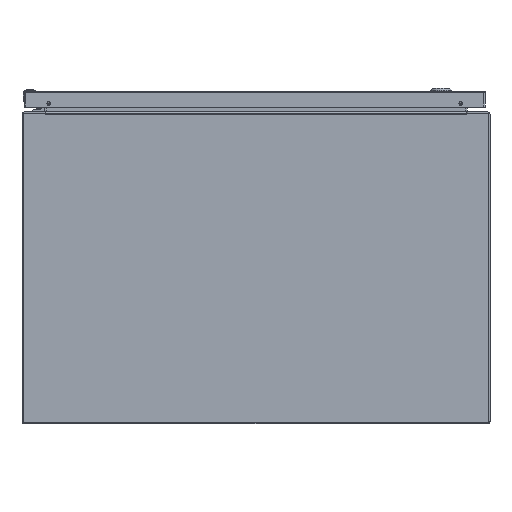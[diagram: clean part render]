
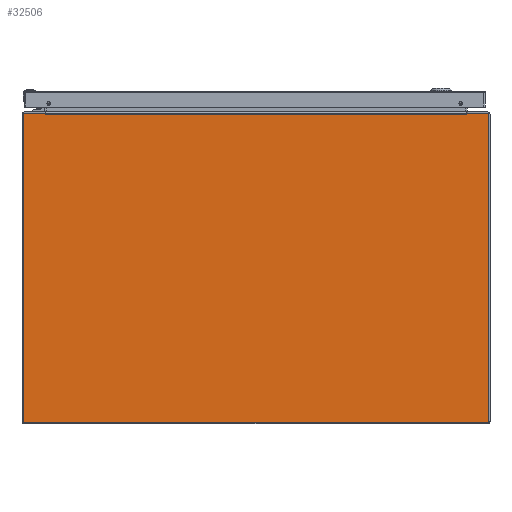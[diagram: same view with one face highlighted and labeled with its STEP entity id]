
A CAD part, front view. The second image highlights one B-rep face of the part: STEP entity #32506.
In plain terms, the highlighted planar face has unit normal (0, -1, 0).
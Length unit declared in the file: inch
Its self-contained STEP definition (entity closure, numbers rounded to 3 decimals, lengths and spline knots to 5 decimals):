
#1378 = CARTESIAN_POINT ( 'NONE',  ( 11.937, -15., -7.857 ) ) ;
#2021 = DIRECTION ( 'NONE',  ( 0., 0., -1. ) ) ;
#2302 = LINE ( 'NONE', #42527, #5755 ) ;
#5755 = VECTOR ( 'NONE', #95687, 39.37008 ) ;
#7313 = AXIS2_PLACEMENT_3D ( 'NONE', #149858, #110630, #137609 ) ;
#7513 = CARTESIAN_POINT ( 'NONE',  ( -10.798, -15., 7.883 ) ) ;
#8329 = CIRCLE ( 'NONE', #36297, 0.08 ) ;
#8865 = EDGE_CURVE ( 'NONE', #66151, #54167, #64231, .T. ) ;
#9222 = EDGE_CURVE ( 'NONE', #54167, #129507, #56211, .T. ) ;
#10050 = AXIS2_PLACEMENT_3D ( 'NONE', #129651, #154129, #33851 ) ;
#11922 = ORIENTED_EDGE ( 'NONE', *, *, #126573, .T. ) ;
#12956 = FACE_OUTER_BOUND ( 'NONE', #157822, .T. ) ;
#13269 = CARTESIAN_POINT ( 'NONE',  ( 0., -15., 7.937 ) ) ;
#16071 = ORIENTED_EDGE ( 'NONE', *, *, #52770, .F. ) ;
#16342 = VECTOR ( 'NONE', #109236, 39.37008 ) ;
#17130 = CARTESIAN_POINT ( 'NONE',  ( -10.82312, -15., 7.937 ) ) ;
#19258 = CIRCLE ( 'NONE', #125053, 0.08 ) ;
#21624 = ORIENTED_EDGE ( 'NONE', *, *, #84358, .T. ) ;
#23801 = DIRECTION ( 'NONE',  ( -1., 0., 0. ) ) ;
#26047 = DIRECTION ( 'NONE',  ( 0., 0., -1. ) ) ;
#26535 = VERTEX_POINT ( 'NONE', #91351 ) ;
#26810 = ORIENTED_EDGE ( 'NONE', *, *, #40206, .T. ) ;
#28982 = CARTESIAN_POINT ( 'NONE',  ( 10.80578, -15., 7.883 ) ) ;
#29165 = CARTESIAN_POINT ( 'NONE',  ( 11.857, -15., 7.857 ) ) ;
#31397 = VECTOR ( 'NONE', #23801, 39.37008 ) ;
#32506 = ADVANCED_FACE ( 'NONE', ( #12956 ), #66162, .T. ) ;
#32608 = EDGE_CURVE ( 'NONE', #129507, #56596, #85232, .T. ) ;
#33518 = CARTESIAN_POINT ( 'NONE',  ( 10.798, -15., 7.883 ) ) ;
#33851 = DIRECTION ( 'NONE',  ( 0., 0., -1. ) ) ;
#34697 = VERTEX_POINT ( 'NONE', #1378 ) ;
#36297 = AXIS2_PLACEMENT_3D ( 'NONE', #64450, #157745, #26047 ) ;
#37050 = ORIENTED_EDGE ( 'NONE', *, *, #75540, .T. ) ;
#37511 = ORIENTED_EDGE ( 'NONE', *, *, #8865, .T. ) ;
#37759 = DIRECTION ( 'NONE',  ( 0.174, 0., -0.985 ) ) ;
#38276 = ORIENTED_EDGE ( 'NONE', *, *, #32608, .T. ) ;
#38837 = EDGE_CURVE ( 'NONE', #69438, #169402, #19258, .T. ) ;
#39306 = VECTOR ( 'NONE', #92884, 39.37008 ) ;
#39535 = DIRECTION ( 'NONE',  ( 0., 0., 1. ) ) ;
#39703 = ORIENTED_EDGE ( 'NONE', *, *, #166137, .F. ) ;
#40073 = ORIENTED_EDGE ( 'NONE', *, *, #105962, .T. ) ;
#40206 = EDGE_CURVE ( 'NONE', #159501, #66151, #2302, .T. ) ;
#40364 = CARTESIAN_POINT ( 'NONE',  ( 0., -15., 7.883 ) ) ;
#42527 = CARTESIAN_POINT ( 'NONE',  ( 0., -15., 7.937 ) ) ;
#43696 = ORIENTED_EDGE ( 'NONE', *, *, #59908, .T. ) ;
#43958 = DIRECTION ( 'NONE',  ( 0., -1., 0. ) ) ;
#48848 = CARTESIAN_POINT ( 'NONE',  ( -10.80578, -15., 7.883 ) ) ;
#49105 = LINE ( 'NONE', #102282, #118939 ) ;
#49135 = CARTESIAN_POINT ( 'NONE',  ( -11.937, -15., 7.857 ) ) ;
#52593 = LINE ( 'NONE', #77028, #161833 ) ;
#52770 = EDGE_CURVE ( 'NONE', #159501, #101694, #49105, .T. ) ;
#54167 = VERTEX_POINT ( 'NONE', #49135 ) ;
#56211 = LINE ( 'NONE', #122481, #150524 ) ;
#56596 = VERTEX_POINT ( 'NONE', #62698 ) ;
#59908 = EDGE_CURVE ( 'NONE', #34697, #69438, #52593, .T. ) ;
#62698 = CARTESIAN_POINT ( 'NONE',  ( -11.857, -15., -7.937 ) ) ;
#63933 = LINE ( 'NONE', #40364, #104681 ) ;
#64231 = CIRCLE ( 'NONE', #69689, 0.08 ) ;
#64450 = CARTESIAN_POINT ( 'NONE',  ( 11.857, -15., -7.857 ) ) ;
#66151 = VERTEX_POINT ( 'NONE', #68080 ) ;
#66162 = PLANE ( 'NONE',  #7313 ) ;
#68080 = CARTESIAN_POINT ( 'NONE',  ( -11.857, -15., 7.937 ) ) ;
#69438 = VERTEX_POINT ( 'NONE', #160878 ) ;
#69689 = AXIS2_PLACEMENT_3D ( 'NONE', #81640, #83351, #96489 ) ;
#70909 = ORIENTED_EDGE ( 'NONE', *, *, #73456, .T. ) ;
#73456 = EDGE_CURVE ( 'NONE', #157851, #80091, #63933, .T. ) ;
#74000 = VECTOR ( 'NONE', #140657, 39.37008 ) ;
#75540 = EDGE_CURVE ( 'NONE', #89083, #157851, #148452, .T. ) ;
#77028 = CARTESIAN_POINT ( 'NONE',  ( 11.937, -15., 0. ) ) ;
#78921 = LINE ( 'NONE', #106022, #39306 ) ;
#80091 = VERTEX_POINT ( 'NONE', #7513 ) ;
#81640 = CARTESIAN_POINT ( 'NONE',  ( -11.857, -15., 7.857 ) ) ;
#83351 = DIRECTION ( 'NONE',  ( 0., -1., 0. ) ) ;
#84358 = EDGE_CURVE ( 'NONE', #26535, #89083, #165132, .T. ) ;
#85232 = CIRCLE ( 'NONE', #10050, 0.08 ) ;
#86206 = CARTESIAN_POINT ( 'NONE',  ( -10.8136, -15., 7.883 ) ) ;
#88634 = EDGE_CURVE ( 'NONE', #138509, #34697, #8329, .T. ) ;
#89083 = VERTEX_POINT ( 'NONE', #161283 ) ;
#89174 = LINE ( 'NONE', #13269, #31397 ) ;
#91351 = CARTESIAN_POINT ( 'NONE',  ( 10.82312, -15., 7.937 ) ) ;
#92884 = DIRECTION ( 'NONE',  ( 1., 0., 0. ) ) ;
#94023 = CARTESIAN_POINT ( 'NONE',  ( 11.857, -15., -7.937 ) ) ;
#95687 = DIRECTION ( 'NONE',  ( -1., 0., 0. ) ) ;
#96489 = DIRECTION ( 'NONE',  ( 0., 0., -1. ) ) ;
#101694 = VERTEX_POINT ( 'NONE', #86206 ) ;
#102282 = CARTESIAN_POINT ( 'NONE',  ( -10.81836, -15., 7.91 ) ) ;
#104681 = VECTOR ( 'NONE', #131895, 39.37008 ) ;
#105962 = EDGE_CURVE ( 'NONE', #56596, #138509, #78921, .T. ) ;
#106022 = CARTESIAN_POINT ( 'NONE',  ( 0., -15., -7.937 ) ) ;
#109236 = DIRECTION ( 'NONE',  ( -1., 0., 0. ) ) ;
#110630 = DIRECTION ( 'NONE',  ( 0., -1., 0. ) ) ;
#112839 = CARTESIAN_POINT ( 'NONE',  ( 10.81836, -15., 7.91 ) ) ;
#115141 = LINE ( 'NONE', #48848, #115421 ) ;
#115421 = VECTOR ( 'NONE', #129866, 39.37008 ) ;
#117097 = ORIENTED_EDGE ( 'NONE', *, *, #9222, .T. ) ;
#118939 = VECTOR ( 'NONE', #37759, 39.37008 ) ;
#121537 = ORIENTED_EDGE ( 'NONE', *, *, #38837, .T. ) ;
#122481 = CARTESIAN_POINT ( 'NONE',  ( -11.937, -15., 0. ) ) ;
#123327 = DIRECTION ( 'NONE',  ( 0., 0., -1. ) ) ;
#125053 = AXIS2_PLACEMENT_3D ( 'NONE', #29165, #43958, #123327 ) ;
#126573 = EDGE_CURVE ( 'NONE', #169402, #26535, #89174, .T. ) ;
#129507 = VERTEX_POINT ( 'NONE', #134450 ) ;
#129651 = CARTESIAN_POINT ( 'NONE',  ( -11.857, -15., -7.857 ) ) ;
#129866 = DIRECTION ( 'NONE',  ( 1., 0., 0. ) ) ;
#131895 = DIRECTION ( 'NONE',  ( -1., 0., 0. ) ) ;
#134450 = CARTESIAN_POINT ( 'NONE',  ( -11.937, -15., -7.857 ) ) ;
#137609 = DIRECTION ( 'NONE',  ( 0., 0., -1. ) ) ;
#138509 = VERTEX_POINT ( 'NONE', #94023 ) ;
#140657 = DIRECTION ( 'NONE',  ( -0.174, 0., -0.985 ) ) ;
#148452 = LINE ( 'NONE', #28982, #16342 ) ;
#149858 = CARTESIAN_POINT ( 'NONE',  ( 0., -15., 0. ) ) ;
#150524 = VECTOR ( 'NONE', #2021, 39.37008 ) ;
#152164 = ORIENTED_EDGE ( 'NONE', *, *, #88634, .T. ) ;
#154129 = DIRECTION ( 'NONE',  ( 0., -1., 0. ) ) ;
#156257 = CARTESIAN_POINT ( 'NONE',  ( 11.857, -15., 7.937 ) ) ;
#157745 = DIRECTION ( 'NONE',  ( 0., -1., 0. ) ) ;
#157822 = EDGE_LOOP ( 'NONE', ( #26810, #37511, #117097, #38276, #40073, #152164, #43696, #121537, #11922, #21624, #37050, #70909, #39703, #16071 ) ) ;
#157851 = VERTEX_POINT ( 'NONE', #33518 ) ;
#159501 = VERTEX_POINT ( 'NONE', #17130 ) ;
#160878 = CARTESIAN_POINT ( 'NONE',  ( 11.937, -15., 7.857 ) ) ;
#161283 = CARTESIAN_POINT ( 'NONE',  ( 10.8136, -15., 7.883 ) ) ;
#161833 = VECTOR ( 'NONE', #39535, 39.37008 ) ;
#165132 = LINE ( 'NONE', #112839, #74000 ) ;
#166137 = EDGE_CURVE ( 'NONE', #101694, #80091, #115141, .T. ) ;
#169402 = VERTEX_POINT ( 'NONE', #156257 ) ;
